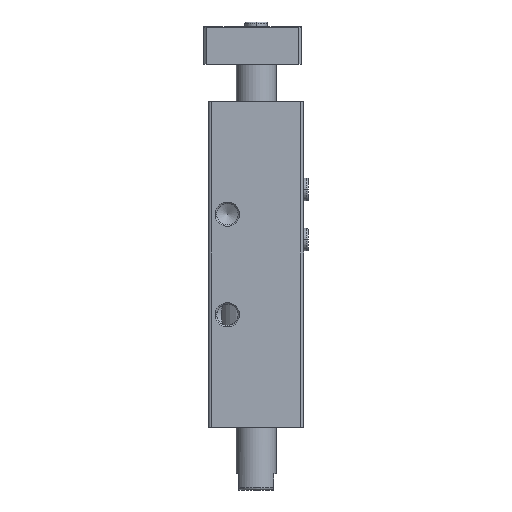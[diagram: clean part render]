
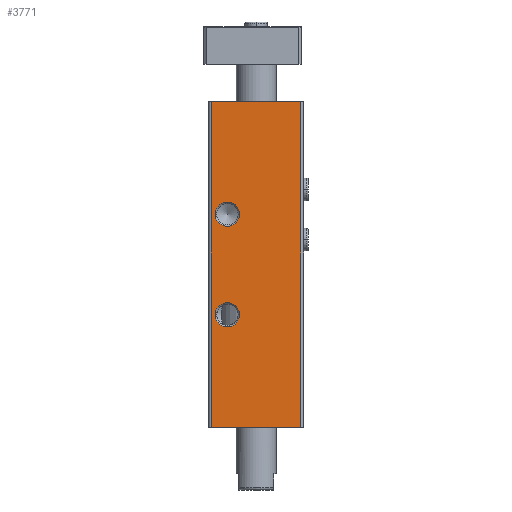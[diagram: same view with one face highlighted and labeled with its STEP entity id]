
A CAD part, left-side view. The second image highlights one B-rep face of the part: STEP entity #3771.
In plain terms, the highlighted planar face has unit normal (-1, 0, 0).
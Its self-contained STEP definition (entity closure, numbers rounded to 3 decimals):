
#76=LINE('',#5785,#334);
#77=LINE('',#5788,#335);
#78=LINE('',#5790,#336);
#79=LINE('',#5792,#337);
#334=VECTOR('',#4568,1000.);
#335=VECTOR('',#4569,1000.);
#336=VECTOR('',#4570,1000.);
#337=VECTOR('',#4571,1000.);
#592=PLANE('',#4085);
#755=CIRCLE('',#4086,4.864);
#756=CIRCLE('',#4087,4.864);
#969=ORIENTED_EDGE('',*,*,#1990,.T.);
#970=ORIENTED_EDGE('',*,*,#1991,.T.);
#971=ORIENTED_EDGE('',*,*,#1992,.F.);
#972=ORIENTED_EDGE('',*,*,#1993,.F.);
#973=ORIENTED_EDGE('',*,*,#1994,.T.);
#974=ORIENTED_EDGE('',*,*,#1995,.T.);
#1990=EDGE_CURVE('',#2500,#2500,#755,.T.);
#1991=EDGE_CURVE('',#2501,#2501,#756,.T.);
#1992=EDGE_CURVE('',#2502,#2503,#76,.T.);
#1993=EDGE_CURVE('',#2504,#2502,#77,.T.);
#1994=EDGE_CURVE('',#2504,#2505,#78,.T.);
#1995=EDGE_CURVE('',#2505,#2503,#79,.T.);
#2500=VERTEX_POINT('',#5782);
#2501=VERTEX_POINT('',#5784);
#2502=VERTEX_POINT('',#5786);
#2503=VERTEX_POINT('',#5787);
#2504=VERTEX_POINT('',#5789);
#2505=VERTEX_POINT('',#5791);
#2925=EDGE_LOOP('',(#969));
#2926=EDGE_LOOP('',(#970));
#2927=EDGE_LOOP('',(#971,#972,#973,#974));
#3302=FACE_BOUND('',#2925,.T.);
#3303=FACE_BOUND('',#2926,.T.);
#3304=FACE_BOUND('',#2927,.T.);
#3771=ADVANCED_FACE('',(#3302,#3303,#3304),#592,.T.);
#4085=AXIS2_PLACEMENT_3D('',#5780,#4562,#4563);
#4086=AXIS2_PLACEMENT_3D('',#5781,#4564,#4565);
#4087=AXIS2_PLACEMENT_3D('',#5783,#4566,#4567);
#4562=DIRECTION('',(-1.,0.,0.));
#4563=DIRECTION('',(0.,0.,1.));
#4564=DIRECTION('',(1.,0.,0.));
#4565=DIRECTION('',(0.,0.,-1.));
#4566=DIRECTION('',(1.,0.,0.));
#4567=DIRECTION('',(0.,0.,-1.));
#4568=DIRECTION('',(0.,-1.,0.));
#4569=DIRECTION('',(0.,0.,1.));
#4570=DIRECTION('',(0.,-1.,0.));
#4571=DIRECTION('',(0.,0.,1.));
#5780=CARTESIAN_POINT('',(-49.,18.,-129.9));
#5781=CARTESIAN_POINT('',(-49.,11.5,-85.));
#5782=CARTESIAN_POINT('',(-49.,11.5,-89.864));
#5783=CARTESIAN_POINT('',(-49.,11.5,-44.9));
#5784=CARTESIAN_POINT('',(-49.,11.5,-49.764));
#5785=CARTESIAN_POINT('',(-49.,18.,0.));
#5786=CARTESIAN_POINT('',(-49.,18.,0.));
#5787=CARTESIAN_POINT('',(-49.,-17.8,0.));
#5788=CARTESIAN_POINT('',(-49.,18.,-129.9));
#5789=CARTESIAN_POINT('',(-49.,18.,-129.9));
#5790=CARTESIAN_POINT('',(-49.,18.,-129.9));
#5791=CARTESIAN_POINT('',(-49.,-17.8,-129.9));
#5792=CARTESIAN_POINT('',(-49.,-17.8,-129.9));
